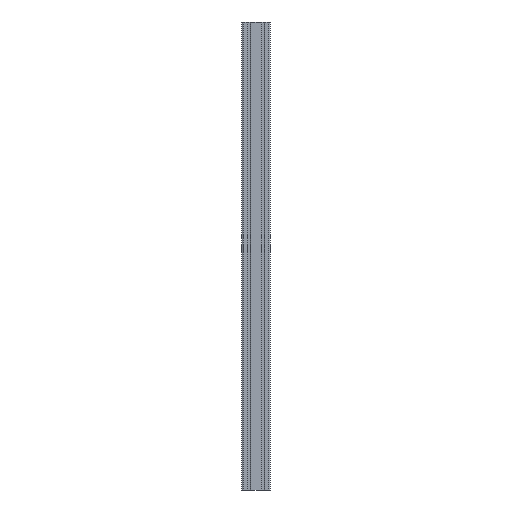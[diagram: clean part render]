
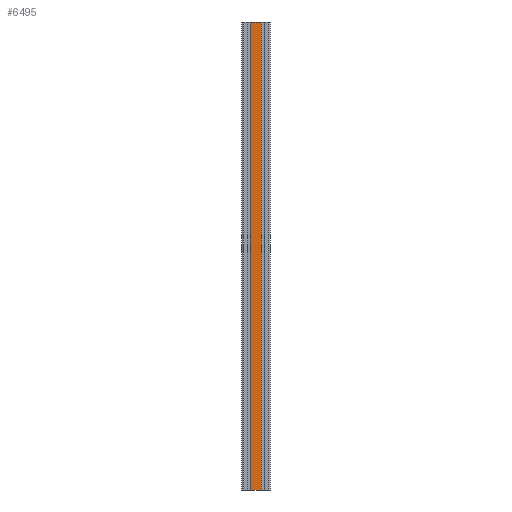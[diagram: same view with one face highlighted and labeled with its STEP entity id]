
A CAD part, left-side view. The second image highlights one B-rep face of the part: STEP entity #6495.
In plain terms, the highlighted planar face has unit normal (-1, 0, 0).
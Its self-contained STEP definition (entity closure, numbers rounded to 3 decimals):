
#2776=CARTESIAN_POINT('',(-15.,-11.5,0.0));
#2777=VERTEX_POINT('',#2776);
#2793=CARTESIAN_POINT('',(-15.,-11.5,1000.0));
#2794=VERTEX_POINT('',#2793);
#2802=CARTESIAN_POINT('',(-15.,-11.5,0.0));
#2803=DIRECTION('',(0.0,0.0,1.0));
#2804=VECTOR('',#2803,1000.0);
#2805=LINE('',#2802,#2804);
#2806=EDGE_CURVE('',#2777,#2794,#2805,.T.);
#6465=CARTESIAN_POINT('',(-15.,11.5,0.0));
#6466=DIRECTION('',(-1.0,0.0,0.0));
#6467=DIRECTION('',(0.0,-1.0,0.0));
#6468=AXIS2_PLACEMENT_3D('',#6465,#6466,#6467);
#6469=PLANE('',#6468);
#6470=CARTESIAN_POINT('',(-15.,11.5,0.0));
#6471=VERTEX_POINT('',#6470);
#6472=CARTESIAN_POINT('',(-15.,11.5,0.0));
#6473=DIRECTION('',(0.0,-1.0,0.0));
#6474=VECTOR('',#6473,23.);
#6475=LINE('',#6472,#6474);
#6476=EDGE_CURVE('',#6471,#2777,#6475,.T.);
#6477=ORIENTED_EDGE('',*,*,#6476,.T.);
#6478=ORIENTED_EDGE('',*,*,#2806,.T.);
#6479=CARTESIAN_POINT('',(-15.,11.5,1000.0));
#6480=VERTEX_POINT('',#6479);
#6481=CARTESIAN_POINT('',(-15.,11.5,1000.0));
#6482=DIRECTION('',(0.0,-1.0,0.0));
#6483=VECTOR('',#6482,23.);
#6484=LINE('',#6481,#6483);
#6485=EDGE_CURVE('',#6480,#2794,#6484,.T.);
#6486=ORIENTED_EDGE('',*,*,#6485,.F.);
#6487=CARTESIAN_POINT('',(-15.,11.5,0.0));
#6488=DIRECTION('',(0.0,0.0,1.0));
#6489=VECTOR('',#6488,1000.0);
#6490=LINE('',#6487,#6489);
#6491=EDGE_CURVE('',#6471,#6480,#6490,.T.);
#6492=ORIENTED_EDGE('',*,*,#6491,.F.);
#6493=EDGE_LOOP('',(#6477,#6478,#6486,#6492));
#6494=FACE_OUTER_BOUND('',#6493,.T.);
#6495=ADVANCED_FACE('',(#6494),#6469,.T.);
